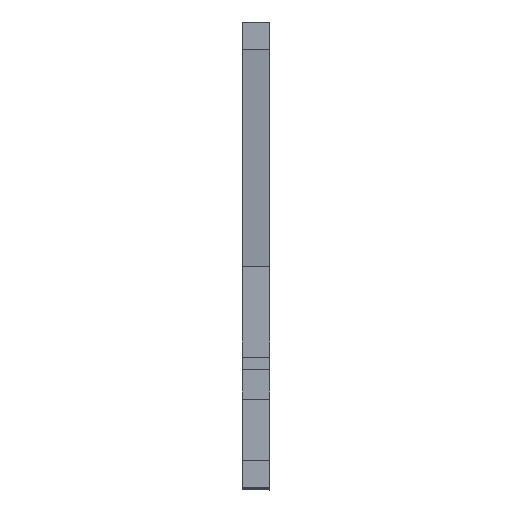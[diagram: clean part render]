
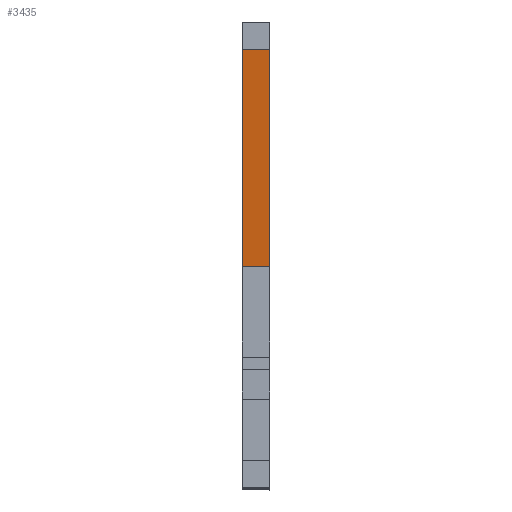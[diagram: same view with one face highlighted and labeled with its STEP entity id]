
A CAD part, top view. The second image highlights one B-rep face of the part: STEP entity #3435.
In plain terms, the highlighted planar face has unit normal (0, 0.982, 0.188).
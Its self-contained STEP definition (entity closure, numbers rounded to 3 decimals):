
#783 = VERTEX_POINT('',#784);
#784 = CARTESIAN_POINT('',(0.,54.65,376.)
  );
#790 = EDGE_CURVE('',#783,#791,#793,.T.);
#791 = VERTEX_POINT('',#792);
#792 = CARTESIAN_POINT('',(0.,116.5,53.));
#793 = LINE('',#794,#795);
#794 = CARTESIAN_POINT('',(0.,54.65,376.
    ));
#795 = VECTOR('',#796,1.);
#796 = DIRECTION('',(0.,0.188,-0.982));
#1799 = VERTEX_POINT('',#1800);
#1800 = CARTESIAN_POINT('',(-7.8,54.65,
    376.));
#1806 = EDGE_CURVE('',#1799,#1807,#1809,.T.);
#1807 = VERTEX_POINT('',#1808);
#1808 = CARTESIAN_POINT('',(-7.8,116.5,53.));
#1809 = LINE('',#1810,#1811);
#1810 = CARTESIAN_POINT('',(-7.8,54.65,
    376.));
#1811 = VECTOR('',#1812,1.);
#1812 = DIRECTION('',(0.,0.188,-0.982));
#3407 = EDGE_CURVE('',#791,#1807,#3408,.T.);
#3408 = LINE('',#3409,#3410);
#3409 = CARTESIAN_POINT('',(0.,116.5,53.));
#3410 = VECTOR('',#3411,1.);
#3411 = DIRECTION('',(-1.,0.,0.));
#3435 = ADVANCED_FACE('',(#3436),#3447,.F.);
#3436 = FACE_BOUND('',#3437,.F.);
#3437 = EDGE_LOOP('',(#3438,#3444,#3445,#3446));
#3438 = ORIENTED_EDGE('',*,*,#3439,.T.);
#3439 = EDGE_CURVE('',#783,#1799,#3440,.T.);
#3440 = LINE('',#3441,#3442);
#3441 = CARTESIAN_POINT('',(0.,54.65,
    376.));
#3442 = VECTOR('',#3443,1.);
#3443 = DIRECTION('',(-1.,0.,0.));
#3444 = ORIENTED_EDGE('',*,*,#1806,.T.);
#3445 = ORIENTED_EDGE('',*,*,#3407,.F.);
#3446 = ORIENTED_EDGE('',*,*,#790,.F.);
#3447 = PLANE('',#3448);
#3448 = AXIS2_PLACEMENT_3D('',#3449,#3450,#3451);
#3449 = CARTESIAN_POINT('',(0.,54.65,
    376.));
#3450 = DIRECTION('',(0.,-0.982,-0.188));
#3451 = DIRECTION('',(0.,0.188,-0.982));
